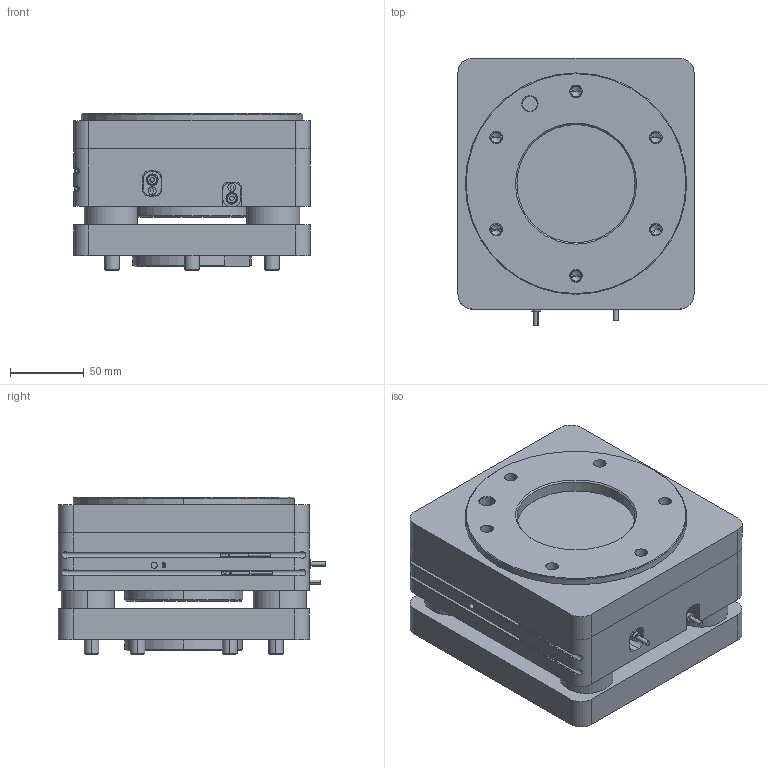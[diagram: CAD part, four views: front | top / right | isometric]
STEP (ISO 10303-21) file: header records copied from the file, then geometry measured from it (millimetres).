
FILE_DESCRIPTION (( 'STEP AP203' ), '1' );
FILE_NAME ('F14-125-Z.STEP', '2026-02-03T06:01:36', ( 'USER-' ), ( 'Microsoft' ), 'SwSTEP 2.0', 'SolidWorks 2018', '' );
FILE_SCHEMA (( 'CONFIG_CONTROL_DESIGN' ));
Length unit declared in the file: millimetre
Products named in the file (10): F14-125-11 狟脯輸; F14-125-Z; F14-125-01 翋釱极; 棠羲換覜ん; 内六角圆柱头螺钉[GBT70_1-2008][M3×8]_M3×8; socket head thin cap screw_din(DIN 7984 - M10 x 20 --- 15.5N); 32x12-R6（红）; F14-125-18 Z脯輸; F14-125-15 棠羲薊え; M8x1-48棠俶換覜ん
Assembly tree (20 placements, depth 2):
  F14-125-Z
    F14-125-01 翋釱极
    F14-125-11 狟脯輸
    F14-125-18 Z脯輸
    socket head thin cap screw_din(DIN 7984 - M10 x 20 --- 15.5N)  x6
    棠羲換覜ん  x2
    M8x1-48棠俶換覜ん  x2
    F14-125-15 棠羲薊え  x4
    内六角圆柱头螺钉[GBT70_1-2008][M3×8]_M3×8  x2
    32x12-R6（红）
Bounding box: 160 x 181.27 x 106.5 mm (x, y, z)
Volume: 2251804.6 mm3; surface area: 264181.4 mm2
Topology: 20 solids, 20 shells, 1067 faces, 2676 edges, 1722 vertices
Faces by surface type: plane 497, cylinder 279, bspline 170, cone 89, torus 32
Entity records: 33076 total; most frequent: CARTESIAN_POINT 12021, ORIENTED_EDGE 4290, DIRECTION 3666, EDGE_CURVE 2145, VERTEX_POINT 1405, LINE 1286, VECTOR 1286, AXIS2_PLACEMENT_3D 1190
